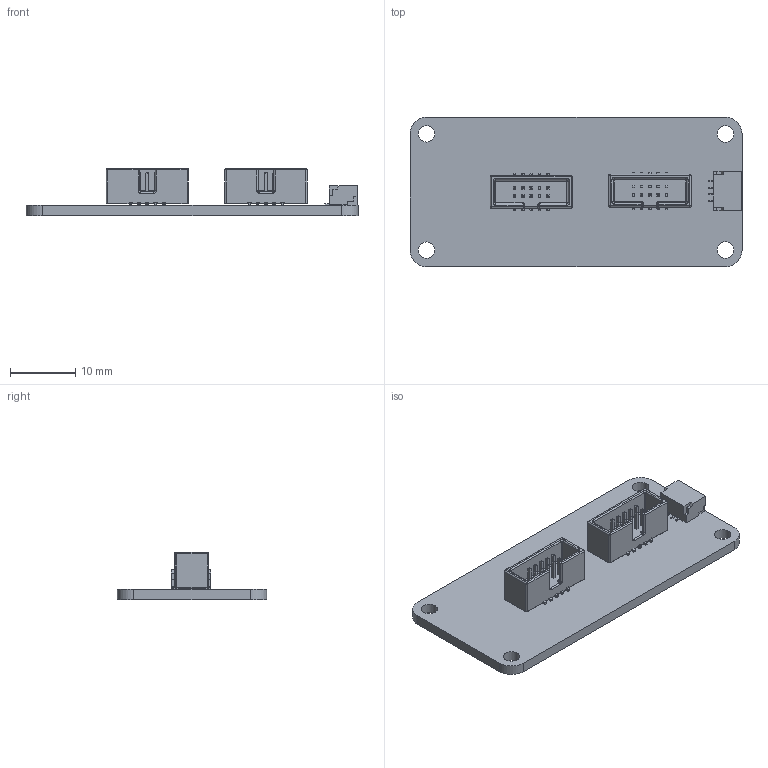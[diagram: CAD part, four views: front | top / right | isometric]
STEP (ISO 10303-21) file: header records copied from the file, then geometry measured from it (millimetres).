
FILE_DESCRIPTION(('Open CASCADE Model'),'2;1');
FILE_NAME('Open CASCADE Shape Model','2019-11-11T08:50:50',('Author'),( 'Open CASCADE'),'Open CASCADE STEP processor 6.8','Open CASCADE 6.8' ,'Unknown');
FILE_SCHEMA(('AUTOMOTIVE_DESIGN { 1 0 10303 214 1 1 1 1 }'));
Length unit declared in the file: millimetre
Products named in the file (6): PCB; Board; Open CASCADE STEP translator 6.8 1.1.1; Free-Models; IDCHeader2x5pin1.27mm; SM04B-SRSS-TB
Assembly tree (6 placements, depth 3):
  PCB
    Board
      Open CASCADE STEP translator 6.8 1.1.1
    Free-Models
      IDCHeader2x5pin1.27mm  x2
      SM04B-SRSS-TB
Bounding box: 50.8 x 22.86 x 7.2 mm (x, y, z)
Volume: 2236.9 mm3; surface area: 3683.6 mm2
Topology: 4 solids, 4 shells, 863 faces, 2160 edges, 1314 vertices
Faces by surface type: plane 403, cylinder 380, torus 64, sphere 16
Full cylindrical faces by diameter (mm): 1 x4, 2.5 x2, 2.54 x2
Entity records: 16317 total; most frequent: CARTESIAN_POINT 2836, ORIENTED_EDGE 2436, DIRECTION 2294, EDGE_CURVE 1218, LINE 878, VECTOR 878, VERTEX_POINT 754, AXIS2_PLACEMENT_3D 708
